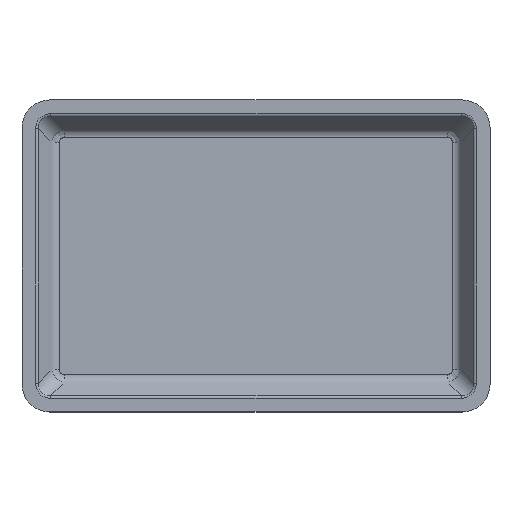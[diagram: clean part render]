
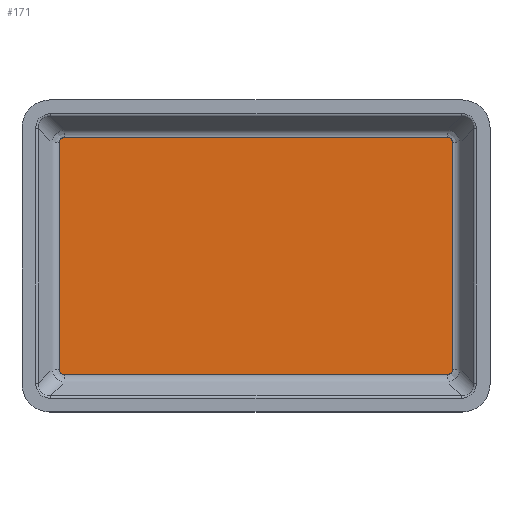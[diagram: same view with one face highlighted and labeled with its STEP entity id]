
A CAD part, top view. The second image highlights one B-rep face of the part: STEP entity #171.
In plain terms, the highlighted planar face has unit normal (0, 0, 1).
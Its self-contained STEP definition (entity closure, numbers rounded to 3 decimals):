
#52=CARTESIAN_POINT('Axis2P3D Location',(0.,0.,4.7)) ;
#58=CARTESIAN_POINT('Control Point',(13.749,12.254,4.7)) ;
#59=CARTESIAN_POINT('Control Point',(13.605,12.254,4.7)) ;
#60=CARTESIAN_POINT('Control Point',(13.463,12.268,4.7)) ;
#61=CARTESIAN_POINT('Control Point',(13.326,12.294,4.7)) ;
#62=CARTESIAN_POINT('Control Point',(13.068,12.375,4.7)) ;
#63=CARTESIAN_POINT('Control Point',(12.842,12.508,4.7)) ;
#64=CARTESIAN_POINT('Control Point',(12.74,12.586,4.7)) ;
#65=CARTESIAN_POINT('Control Point',(12.557,12.765,4.7)) ;
#66=CARTESIAN_POINT('Control Point',(12.422,12.985,4.7)) ;
#67=CARTESIAN_POINT('Control Point',(12.367,13.104,4.7)) ;
#68=CARTESIAN_POINT('Control Point',(12.301,13.301,4.7)) ;
#69=CARTESIAN_POINT('Control Point',(12.267,13.512,4.7)) ;
#70=CARTESIAN_POINT('Control Point',(12.258,13.59,4.7)) ;
#71=CARTESIAN_POINT('Control Point',(12.254,13.669,4.7)) ;
#72=CARTESIAN_POINT('Control Point',(12.254,13.749,4.7)) ;
#73=CARTESIAN_POINT('Vertex',(13.749,12.254,4.7)) ;
#75=CARTESIAN_POINT('Vertex',(12.254,13.749,4.7)) ;
#78=CARTESIAN_POINT('Line Origine',(76.2,12.254,4.7)) ;
#82=CARTESIAN_POINT('Vertex',(138.651,12.254,4.7)) ;
#86=CARTESIAN_POINT('Control Point',(140.146,13.749,4.7)) ;
#87=CARTESIAN_POINT('Control Point',(140.146,13.605,4.7)) ;
#88=CARTESIAN_POINT('Control Point',(140.132,13.463,4.7)) ;
#89=CARTESIAN_POINT('Control Point',(140.106,13.326,4.7)) ;
#90=CARTESIAN_POINT('Control Point',(140.025,13.068,4.7)) ;
#91=CARTESIAN_POINT('Control Point',(139.892,12.842,4.7)) ;
#92=CARTESIAN_POINT('Control Point',(139.814,12.74,4.7)) ;
#93=CARTESIAN_POINT('Control Point',(139.635,12.557,4.7)) ;
#94=CARTESIAN_POINT('Control Point',(139.415,12.422,4.7)) ;
#95=CARTESIAN_POINT('Control Point',(139.296,12.367,4.7)) ;
#96=CARTESIAN_POINT('Control Point',(139.099,12.301,4.7)) ;
#97=CARTESIAN_POINT('Control Point',(138.888,12.267,4.7)) ;
#98=CARTESIAN_POINT('Control Point',(138.81,12.258,4.7)) ;
#99=CARTESIAN_POINT('Control Point',(138.731,12.254,4.7)) ;
#100=CARTESIAN_POINT('Control Point',(138.651,12.254,4.7)) ;
#101=CARTESIAN_POINT('Vertex',(140.146,13.749,4.7)) ;
#104=CARTESIAN_POINT('Line Origine',(140.146,50.8,4.7)) ;
#108=CARTESIAN_POINT('Vertex',(140.146,87.851,4.7)) ;
#112=CARTESIAN_POINT('Control Point',(138.651,89.346,4.7)) ;
#113=CARTESIAN_POINT('Control Point',(138.795,89.346,4.7)) ;
#114=CARTESIAN_POINT('Control Point',(138.937,89.332,4.7)) ;
#115=CARTESIAN_POINT('Control Point',(139.074,89.306,4.7)) ;
#116=CARTESIAN_POINT('Control Point',(139.332,89.225,4.7)) ;
#117=CARTESIAN_POINT('Control Point',(139.558,89.092,4.7)) ;
#118=CARTESIAN_POINT('Control Point',(139.66,89.014,4.7)) ;
#119=CARTESIAN_POINT('Control Point',(139.843,88.835,4.7)) ;
#120=CARTESIAN_POINT('Control Point',(139.978,88.615,4.7)) ;
#121=CARTESIAN_POINT('Control Point',(140.033,88.496,4.7)) ;
#122=CARTESIAN_POINT('Control Point',(140.099,88.299,4.7)) ;
#123=CARTESIAN_POINT('Control Point',(140.133,88.088,4.7)) ;
#124=CARTESIAN_POINT('Control Point',(140.142,88.01,4.7)) ;
#125=CARTESIAN_POINT('Control Point',(140.146,87.931,4.7)) ;
#126=CARTESIAN_POINT('Control Point',(140.146,87.851,4.7)) ;
#127=CARTESIAN_POINT('Vertex',(138.651,89.346,4.7)) ;
#130=CARTESIAN_POINT('Line Origine',(76.2,89.346,4.7)) ;
#134=CARTESIAN_POINT('Vertex',(13.749,89.346,4.7)) ;
#138=CARTESIAN_POINT('Control Point',(12.254,87.851,4.7)) ;
#139=CARTESIAN_POINT('Control Point',(12.254,87.995,4.7)) ;
#140=CARTESIAN_POINT('Control Point',(12.268,88.137,4.7)) ;
#141=CARTESIAN_POINT('Control Point',(12.294,88.274,4.7)) ;
#142=CARTESIAN_POINT('Control Point',(12.375,88.532,4.7)) ;
#143=CARTESIAN_POINT('Control Point',(12.508,88.758,4.7)) ;
#144=CARTESIAN_POINT('Control Point',(12.586,88.86,4.7)) ;
#145=CARTESIAN_POINT('Control Point',(12.765,89.043,4.7)) ;
#146=CARTESIAN_POINT('Control Point',(12.985,89.178,4.7)) ;
#147=CARTESIAN_POINT('Control Point',(13.104,89.233,4.7)) ;
#148=CARTESIAN_POINT('Control Point',(13.301,89.299,4.7)) ;
#149=CARTESIAN_POINT('Control Point',(13.512,89.333,4.7)) ;
#150=CARTESIAN_POINT('Control Point',(13.59,89.342,4.7)) ;
#151=CARTESIAN_POINT('Control Point',(13.669,89.346,4.7)) ;
#152=CARTESIAN_POINT('Control Point',(13.749,89.346,4.7)) ;
#153=CARTESIAN_POINT('Vertex',(12.254,87.851,4.7)) ;
#156=CARTESIAN_POINT('Line Origine',(12.254,50.8,4.7)) ;
#53=DIRECTION('Axis2P3D Direction',(0.,0.,1.)) ;
#54=DIRECTION('Axis2P3D XDirection',(1.,0.,0.)) ;
#79=DIRECTION('Vector Direction',(1.,0.,0.)) ;
#105=DIRECTION('Vector Direction',(0.,1.,0.)) ;
#131=DIRECTION('Vector Direction',(-1.,0.,0.)) ;
#157=DIRECTION('Vector Direction',(0.,1.,0.)) ;
#55=AXIS2_PLACEMENT_3D('Plane Axis2P3D',#52,#53,#54) ;
#162=ORIENTED_EDGE('',*,*,#77,.F.) ;
#163=ORIENTED_EDGE('',*,*,#84,.F.) ;
#164=ORIENTED_EDGE('',*,*,#103,.F.) ;
#165=ORIENTED_EDGE('',*,*,#110,.F.) ;
#166=ORIENTED_EDGE('',*,*,#129,.F.) ;
#167=ORIENTED_EDGE('',*,*,#136,.F.) ;
#168=ORIENTED_EDGE('',*,*,#155,.F.) ;
#169=ORIENTED_EDGE('',*,*,#160,.F.) ;
#80=VECTOR('Line Direction',#79,1.) ;
#106=VECTOR('Line Direction',#105,1.) ;
#132=VECTOR('Line Direction',#131,1.) ;
#158=VECTOR('Line Direction',#157,1.) ;
#171=ADVANCED_FACE('',(#170),#56,.T.) ;
#57=B_SPLINE_CURVE_WITH_KNOTS('',5,(#58,#59,#60,#61,#62,#63,#64,#65,#66,#67,#68,#69,#70,#71,#72),.UNSPECIFIED.,.F.,.U.,(6,3,3,3,6),(14.312,16.213,18.07,19.927,20.977),.UNSPECIFIED.) ;
#85=B_SPLINE_CURVE_WITH_KNOTS('',5,(#86,#87,#88,#89,#90,#91,#92,#93,#94,#95,#96,#97,#98,#99,#100),.UNSPECIFIED.,.F.,.U.,(6,3,3,3,6),(14.312,16.213,18.07,19.927,20.977),.UNSPECIFIED.) ;
#111=B_SPLINE_CURVE_WITH_KNOTS('',5,(#112,#113,#114,#115,#116,#117,#118,#119,#120,#121,#122,#123,#124,#125,#126),.UNSPECIFIED.,.F.,.U.,(6,3,3,3,6),(14.312,16.213,18.07,19.927,20.977),.UNSPECIFIED.) ;
#137=B_SPLINE_CURVE_WITH_KNOTS('',5,(#138,#139,#140,#141,#142,#143,#144,#145,#146,#147,#148,#149,#150,#151,#152),.UNSPECIFIED.,.F.,.U.,(6,3,3,3,6),(14.312,16.213,18.07,19.927,20.977),.UNSPECIFIED.) ;
#77=EDGE_CURVE('',#74,#76,#57,.T.) ;
#84=EDGE_CURVE('',#83,#74,#81,.F.) ;
#103=EDGE_CURVE('',#102,#83,#85,.T.) ;
#110=EDGE_CURVE('',#109,#102,#107,.F.) ;
#129=EDGE_CURVE('',#128,#109,#111,.T.) ;
#136=EDGE_CURVE('',#135,#128,#133,.F.) ;
#155=EDGE_CURVE('',#154,#135,#137,.T.) ;
#160=EDGE_CURVE('',#76,#154,#159,.T.) ;
#161=EDGE_LOOP('',(#162,#163,#164,#165,#166,#167,#168,#169)) ;
#170=FACE_OUTER_BOUND('',#161,.T.) ;
#81=LINE('Line',#78,#80) ;
#107=LINE('Line',#104,#106) ;
#133=LINE('Line',#130,#132) ;
#159=LINE('Line',#156,#158) ;
#56=PLANE('Plane',#55) ;
#74=VERTEX_POINT('',#73) ;
#76=VERTEX_POINT('',#75) ;
#83=VERTEX_POINT('',#82) ;
#102=VERTEX_POINT('',#101) ;
#109=VERTEX_POINT('',#108) ;
#128=VERTEX_POINT('',#127) ;
#135=VERTEX_POINT('',#134) ;
#154=VERTEX_POINT('',#153) ;
